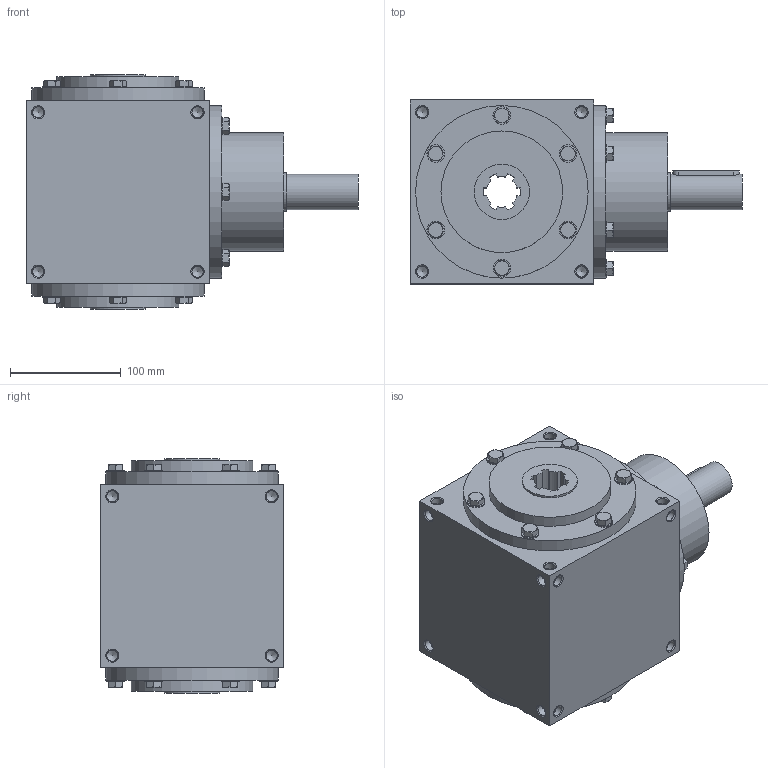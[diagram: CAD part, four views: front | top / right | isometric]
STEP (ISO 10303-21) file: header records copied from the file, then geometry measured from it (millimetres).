
FILE_DESCRIPTION( ( 'STEP AP214' ), ' ' );
FILE_NAME( 'RB166_C2_R.1_1.5.stp', '2017-10-01T13:50:03', ( '' ), ( '' ), ' ', 'PARTsolutions', ' ' );
FILE_SCHEMA( ( 'AUTOMOTIVE_DESIGN { 1 0 10303 214 1 1 1 1 }' ) );
Length unit declared in the file: millimetre
Products named in the file (4): RB166_C2_R.1/1.5; _RB1662-case; _RC166-shaft; _RC_RR166-screw
Assembly tree (20 placements, depth 2):
  RB166_C2_R.1/1.5
    _RB1662-case
    _RC166-shaft
    _RC_RR166-screw  x18
Bounding box: 300 x 166 x 212 mm (x, y, z)
Volume: 5666727.8 mm3; surface area: 291660.2 mm2
Topology: 20 solids, 20 shells, 472 faces, 1148 edges, 715 vertices
Faces by surface type: plane 209, cone 158, cylinder 105
Full cylindrical faces by diameter (mm): 8.376 x1, 10.106 x48, 16 x18, 32 x1, 35 x2, 42 x1, 50 x2, 107 x1, 110 x2, 156 x3
Entity records: 7496 total; most frequent: DIRECTION 1076, CARTESIAN_POINT 1074, ORIENTED_EDGE 790, AXIS2_PLACEMENT_3D 474, EDGE_CURVE 395, EDGE_LOOP 328, VERTEX_POINT 320, FACE_OUTER_BOUND 262
